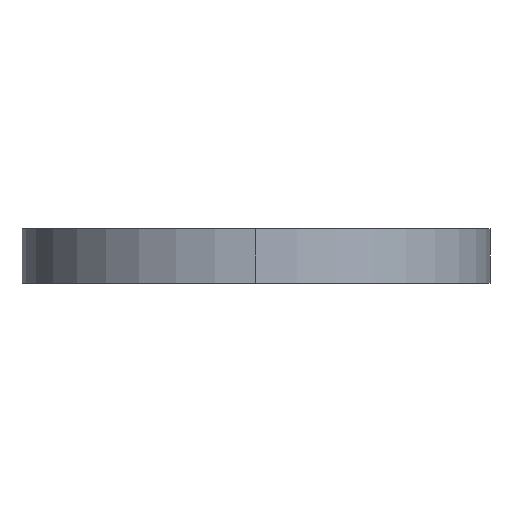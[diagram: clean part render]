
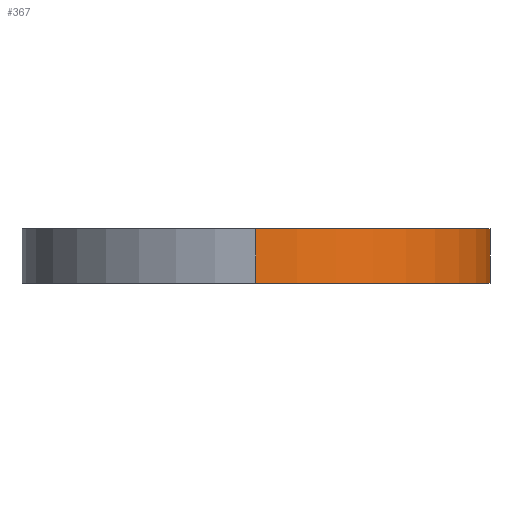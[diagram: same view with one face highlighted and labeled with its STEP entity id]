
A CAD part, left-side view. The second image highlights one B-rep face of the part: STEP entity #367.
In plain terms, the highlighted cylindrical face has radius 64.662 mm (diameter 129.324 mm), a partial arc.
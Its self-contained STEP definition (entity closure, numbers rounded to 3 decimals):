
#12 = EDGE_CURVE ( 'NONE', #166, #186, #187, .T. ) ;
#25 = AXIS2_PLACEMENT_3D ( 'NONE', #82, #400, #116 ) ;
#27 = CARTESIAN_POINT ( 'NONE',  ( -164.662, 0., 0. ) ) ;
#53 = CIRCLE ( 'NONE', #25, 64.662 ) ;
#66 = AXIS2_PLACEMENT_3D ( 'NONE', #84, #218, #120 ) ;
#82 = CARTESIAN_POINT ( 'NONE',  ( -100., 0., 15. ) ) ;
#84 = CARTESIAN_POINT ( 'NONE',  ( -100., 0., 0. ) ) ;
#104 = EDGE_CURVE ( 'NONE', #174, #186, #371, .T. ) ;
#111 = CARTESIAN_POINT ( 'NONE',  ( -100., 0., 15. ) ) ;
#116 = DIRECTION ( 'NONE',  ( 1., 0., 0. ) ) ;
#120 = DIRECTION ( 'NONE',  ( 1., 0., 0. ) ) ;
#129 = EDGE_LOOP ( 'NONE', ( #192, #250, #194, #405 ) ) ;
#148 = CARTESIAN_POINT ( 'NONE',  ( -164.662, 0., 15. ) ) ;
#150 = CARTESIAN_POINT ( 'NONE',  ( -164.662, 0., 15. ) ) ;
#153 = DIRECTION ( 'NONE',  ( 0., 0., -1. ) ) ;
#154 = CARTESIAN_POINT ( 'NONE',  ( -100., -64.662, 15. ) ) ;
#166 = VERTEX_POINT ( 'NONE', #190 ) ;
#174 = VERTEX_POINT ( 'NONE', #27 ) ;
#186 = VERTEX_POINT ( 'NONE', #246 ) ;
#187 = LINE ( 'NONE', #154, #339 ) ;
#190 = CARTESIAN_POINT ( 'NONE',  ( -100., -64.662, 15. ) ) ;
#192 = ORIENTED_EDGE ( 'NONE', *, *, #305, .F. ) ;
#194 = ORIENTED_EDGE ( 'NONE', *, *, #104, .T. ) ;
#218 = DIRECTION ( 'NONE',  ( 0., 0., 1. ) ) ;
#246 = CARTESIAN_POINT ( 'NONE',  ( -100., -64.662, 0. ) ) ;
#250 = ORIENTED_EDGE ( 'NONE', *, *, #332, .T. ) ;
#262 = DIRECTION ( 'NONE',  ( -1., 0., 0. ) ) ;
#286 = CYLINDRICAL_SURFACE ( 'NONE', #343, 64.662 ) ;
#305 = EDGE_CURVE ( 'NONE', #399, #166, #53, .T. ) ;
#332 = EDGE_CURVE ( 'NONE', #399, #174, #381, .T. ) ;
#337 = VECTOR ( 'NONE', #361, 1000. ) ;
#339 = VECTOR ( 'NONE', #153, 1000. ) ;
#343 = AXIS2_PLACEMENT_3D ( 'NONE', #111, #352, #262 ) ;
#352 = DIRECTION ( 'NONE',  ( 0., 0., -1. ) ) ;
#361 = DIRECTION ( 'NONE',  ( 0., 0., -1. ) ) ;
#367 = ADVANCED_FACE ( 'NONE', ( #384 ), #286, .T. ) ;
#371 = CIRCLE ( 'NONE', #66, 64.662 ) ;
#381 = LINE ( 'NONE', #150, #337 ) ;
#384 = FACE_OUTER_BOUND ( 'NONE', #129, .T. ) ;
#399 = VERTEX_POINT ( 'NONE', #148 ) ;
#400 = DIRECTION ( 'NONE',  ( 0., 0., 1. ) ) ;
#405 = ORIENTED_EDGE ( 'NONE', *, *, #12, .F. ) ;
